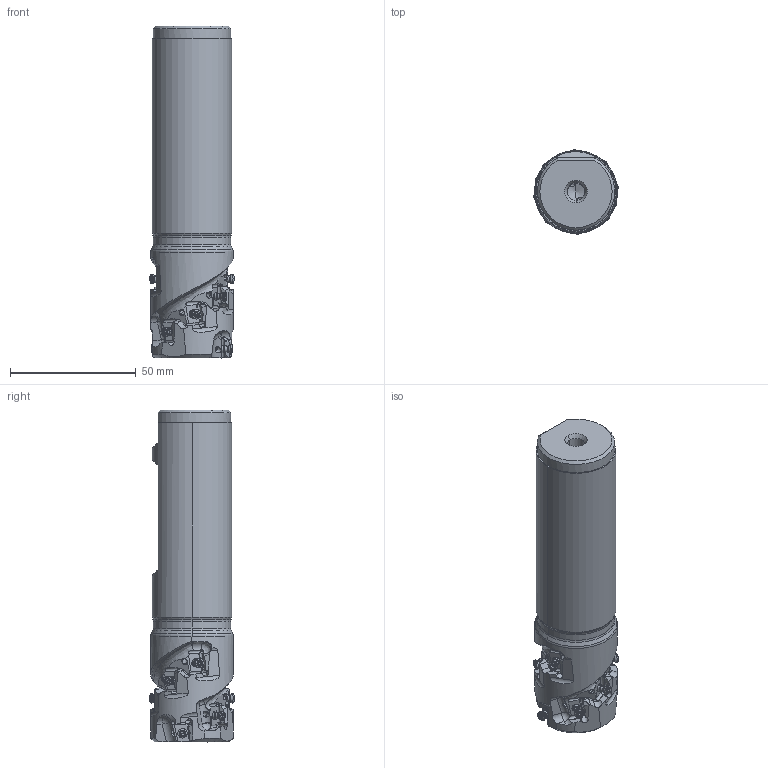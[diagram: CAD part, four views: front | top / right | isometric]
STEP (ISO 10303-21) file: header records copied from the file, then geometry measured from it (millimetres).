
FILE_DESCRIPTION(/* description */ (''),/* implementation_level */ '2;1');
FILE_NAME(/* name */ 'VPX200UR222FA20S1310.stp',/* time_stamp */ '2021-06-22T11:12:51+09:00',/* author */ (''),/* organization */ (''),/* preprocessor_version */ 'ST-DEVELOPER v16',/* originating_system */ 'SIEMENS PLM Software NX 10.0',/* authorisation */ '');
FILE_SCHEMA (('AUTOMOTIVE_DESIGN { 1 0 10303 214 3 1 1 1 }'));
Length unit declared in the file: millimetre
Products named in the file (1): VPX200UR222FA20S1310_ASM
Bounding box: 33.66 x 33.79 x 132.15 mm (x, y, z)
Volume: 94083.8 mm3; surface area: 20509.7 mm2
Topology: 11 solids, 11 shells, 1040 faces, 2892 edges, 1839 vertices
Faces by surface type: cylinder 491, plane 254, cone 153, sphere 64, torus 64, bspline 10, extrusion 4
Entity records: 43496 total; most frequent: CARTESIAN_POINT 17303, ORIENTED_EDGE 5616, DIRECTION 5337, EDGE_CURVE 2808, AXIS2_PLACEMENT_3D 2180, VERTEX_POINT 1826, EDGE_LOOP 1096, ADVANCED_FACE 1040
